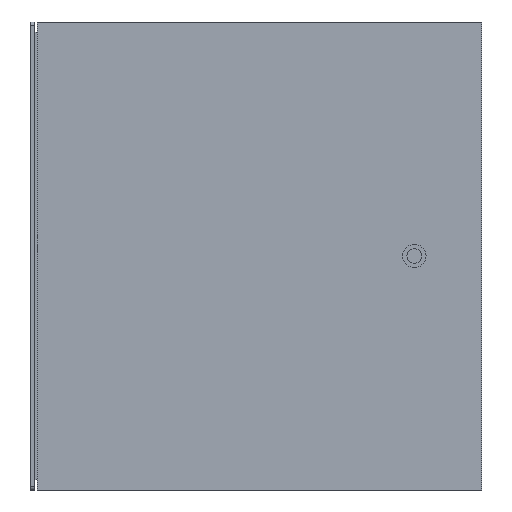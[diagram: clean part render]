
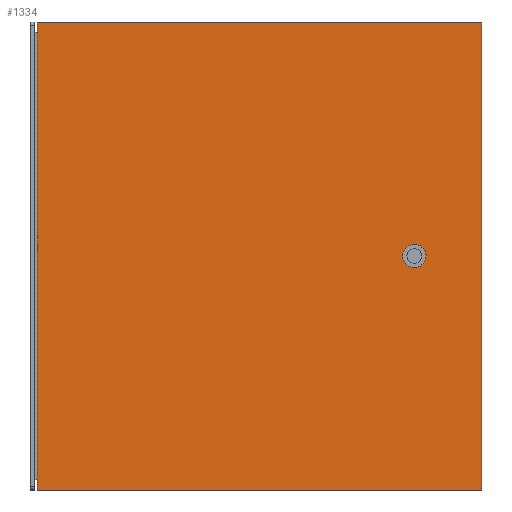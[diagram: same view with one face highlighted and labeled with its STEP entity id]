
A CAD part, left-side view. The second image highlights one B-rep face of the part: STEP entity #1334.
In plain terms, the highlighted planar face has unit normal (-1, 0, 0).
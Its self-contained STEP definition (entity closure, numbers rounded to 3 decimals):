
#17 = EDGE_CURVE ( 'NONE', #1415, #623, #1588, .T. ) ;
#59 = VECTOR ( 'NONE', #1942, 1000. ) ;
#147 = ORIENTED_EDGE ( 'NONE', *, *, #1747, .F. ) ;
#267 = CARTESIAN_POINT ( 'NONE',  ( -255., -579., 300. ) ) ;
#297 = VECTOR ( 'NONE', #1631, 1000. ) ;
#323 = CARTESIAN_POINT ( 'NONE',  ( -255., -12., 300. ) ) ;
#382 = AXIS2_PLACEMENT_3D ( 'NONE', #1673, #660, #1843 ) ;
#389 = VECTOR ( 'NONE', #1756, 1000. ) ;
#430 = VERTEX_POINT ( 'NONE', #2054 ) ;
#454 = CIRCLE ( 'NONE', #382, 15. ) ;
#538 = ORIENTED_EDGE ( 'NONE', *, *, #850, .T. ) ;
#568 = VECTOR ( 'NONE', #1635, 1000. ) ;
#603 = CARTESIAN_POINT ( 'NONE',  ( -255., -12., -300. ) ) ;
#623 = VERTEX_POINT ( 'NONE', #1569 ) ;
#656 = DIRECTION ( 'NONE',  ( 1., 0., 0. ) ) ;
#660 = DIRECTION ( 'NONE',  ( -1., 0., 0. ) ) ;
#677 = EDGE_CURVE ( 'NONE', #1439, #623, #2133, .T. ) ;
#729 = FACE_OUTER_BOUND ( 'NONE', #1675, .T. ) ;
#750 = CARTESIAN_POINT ( 'NONE',  ( -255., -12., 300. ) ) ;
#850 = EDGE_CURVE ( 'NONE', #1036, #1439, #1422, .T. ) ;
#881 = EDGE_LOOP ( 'NONE', ( #147 ) ) ;
#978 = ORIENTED_EDGE ( 'NONE', *, *, #1699, .T. ) ;
#1036 = VERTEX_POINT ( 'NONE', #267 ) ;
#1176 = FACE_BOUND ( 'NONE', #881, .T. ) ;
#1334 = ADVANCED_FACE ( 'NONE', ( #1176, #729 ), #1670, .F. ) ;
#1415 = VERTEX_POINT ( 'NONE', #2087 ) ;
#1422 = LINE ( 'NONE', #750, #59 ) ;
#1436 = ORIENTED_EDGE ( 'NONE', *, *, #17, .F. ) ;
#1439 = VERTEX_POINT ( 'NONE', #1514 ) ;
#1514 = CARTESIAN_POINT ( 'NONE',  ( -255., -9., 300. ) ) ;
#1519 = LINE ( 'NONE', #1975, #568 ) ;
#1569 = CARTESIAN_POINT ( 'NONE',  ( -255., -9., -300. ) ) ;
#1588 = LINE ( 'NONE', #603, #297 ) ;
#1630 = CARTESIAN_POINT ( 'NONE',  ( -255., -9., 300. ) ) ;
#1631 = DIRECTION ( 'NONE',  ( 0., 1., 0. ) ) ;
#1634 = AXIS2_PLACEMENT_3D ( 'NONE', #323, #656, #2201 ) ;
#1635 = DIRECTION ( 'NONE',  ( 0., 0., 1. ) ) ;
#1670 = PLANE ( 'NONE',  #1634 ) ;
#1673 = CARTESIAN_POINT ( 'NONE',  ( -255., -492.5, 0. ) ) ;
#1675 = EDGE_LOOP ( 'NONE', ( #1890, #1436, #978, #538 ) ) ;
#1699 = EDGE_CURVE ( 'NONE', #1415, #1036, #1519, .T. ) ;
#1747 = EDGE_CURVE ( 'NONE', #430, #430, #454, .T. ) ;
#1756 = DIRECTION ( 'NONE',  ( 0., 0., -1. ) ) ;
#1843 = DIRECTION ( 'NONE',  ( 0., 0., -1. ) ) ;
#1890 = ORIENTED_EDGE ( 'NONE', *, *, #677, .T. ) ;
#1942 = DIRECTION ( 'NONE',  ( 0., 1., 0. ) ) ;
#1975 = CARTESIAN_POINT ( 'NONE',  ( -255., -579., -376.158 ) ) ;
#2054 = CARTESIAN_POINT ( 'NONE',  ( -255., -492.5, -15. ) ) ;
#2087 = CARTESIAN_POINT ( 'NONE',  ( -255., -579., -300. ) ) ;
#2133 = LINE ( 'NONE', #1630, #389 ) ;
#2201 = DIRECTION ( 'NONE',  ( 0., 0., -1. ) ) ;
